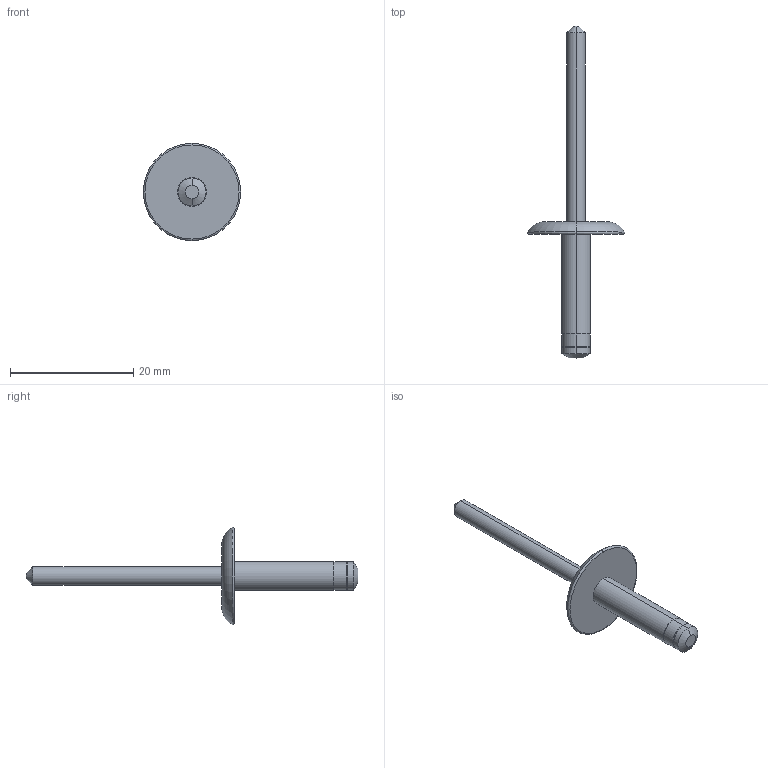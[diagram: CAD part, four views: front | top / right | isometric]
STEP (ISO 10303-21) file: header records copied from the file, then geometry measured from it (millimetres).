
FILE_DESCRIPTION (( 'STEP AP214' ), '1' );
FILE_NAME ('0BE34-00622.STEP', '2022-07-19T07:06:33', ( '' ), ( '' ), 'SwSTEP 2.0', 'SolidWorks 2018', '' );
FILE_SCHEMA (( 'AUTOMOTIVE_DESIGN' ));
Length unit declared in the file: millimetre
Products named in the file (1): 0BE34-00622
Bounding box: 15.78 x 53.88 x 15.78 mm (x, y, z)
Volume: 894 mm3; surface area: 1009.2 mm2
Topology: 1 solids, 1 shells, 25 faces, 48 edges, 30 vertices
Faces by surface type: cylinder 10, plane 7, cone 4, torus 4
Entity records: 682 total; most frequent: DIRECTION 134, CARTESIAN_POINT 104, ORIENTED_EDGE 96, AXIS2_PLACEMENT_3D 60, EDGE_CURVE 48, CIRCLE 34, VERTEX_POINT 30, EDGE_LOOP 30
